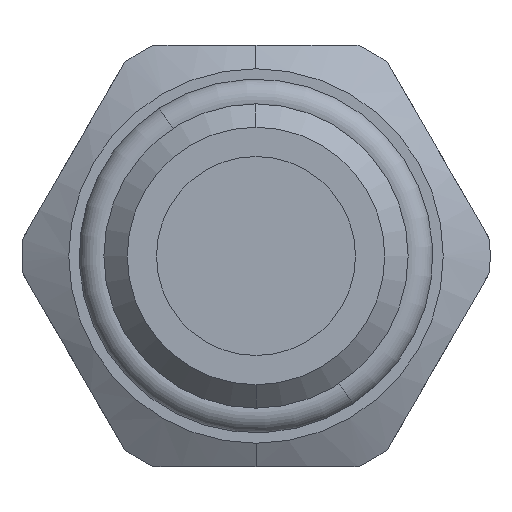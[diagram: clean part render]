
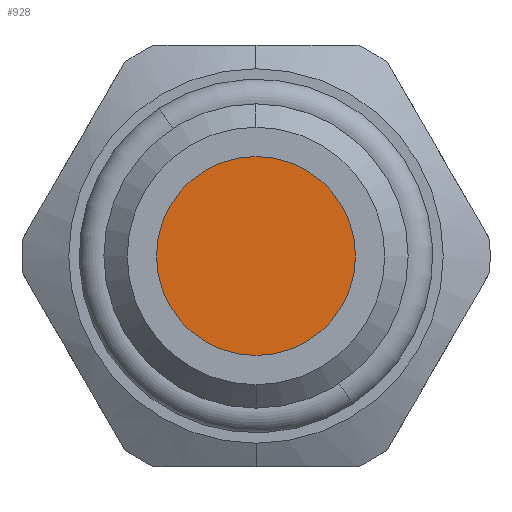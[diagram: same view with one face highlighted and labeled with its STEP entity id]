
A CAD part, front view. The second image highlights one B-rep face of the part: STEP entity #928.
In plain terms, the highlighted planar face has unit normal (0, -1, 0).
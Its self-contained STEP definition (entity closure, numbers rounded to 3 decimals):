
#83 = VERTEX_POINT ( 'NONE', #1163 ) ;
#121 = EDGE_CURVE ( 'NONE', #122, #83, #1154, .T. ) ;
#122 = VERTEX_POINT ( 'NONE', #1149 ) ;
#888 = ORIENTED_EDGE ( 'NONE', *, *, #121, .T. ) ;
#928 = ADVANCED_FACE ( 'NONE', ( #3349 ), #3348, .T. ) ;
#929 = EDGE_LOOP ( 'NONE', ( #933, #888 ) ) ;
#932 = EDGE_CURVE ( 'NONE', #83, #122, #3342, .T. ) ;
#933 = ORIENTED_EDGE ( 'NONE', *, *, #932, .T. ) ;
#1149 = CARTESIAN_POINT ( 'NONE',  ( 0., 10.5, 4.25 ) ) ;
#1150 = DIRECTION ( 'NONE',  ( 0., 0., -1. ) ) ;
#1151 = DIRECTION ( 'NONE',  ( 0., -1., 0. ) ) ;
#1152 = CARTESIAN_POINT ( 'NONE',  ( 0., 10.5, 0. ) ) ;
#1153 = AXIS2_PLACEMENT_3D ( 'NONE', #1152, #1151, #1150 ) ;
#1154 = CIRCLE ( 'NONE', #1153, 4.25 ) ;
#1163 = CARTESIAN_POINT ( 'NONE',  ( 0., 10.5, -4.25 ) ) ;
#3339 = DIRECTION ( 'NONE',  ( 0., 0., -1. ) ) ;
#3340 = DIRECTION ( 'NONE',  ( 0., -1., 0. ) ) ;
#3341 = AXIS2_PLACEMENT_3D ( 'NONE', #3346, #3340, #3339 ) ;
#3342 = CIRCLE ( 'NONE', #3341, 4.25 ) ;
#3343 = DIRECTION ( 'NONE',  ( 0., 0., -1. ) ) ;
#3344 = DIRECTION ( 'NONE',  ( 0., -1., 0. ) ) ;
#3345 = CARTESIAN_POINT ( 'NONE',  ( 0., 10.5, 0. ) ) ;
#3346 = CARTESIAN_POINT ( 'NONE',  ( 0., 10.5, 0. ) ) ;
#3347 = AXIS2_PLACEMENT_3D ( 'NONE', #3345, #3344, #3343 ) ;
#3348 = PLANE ( 'NONE',  #3347 ) ;
#3349 = FACE_OUTER_BOUND ( 'NONE', #929, .T. ) ;
